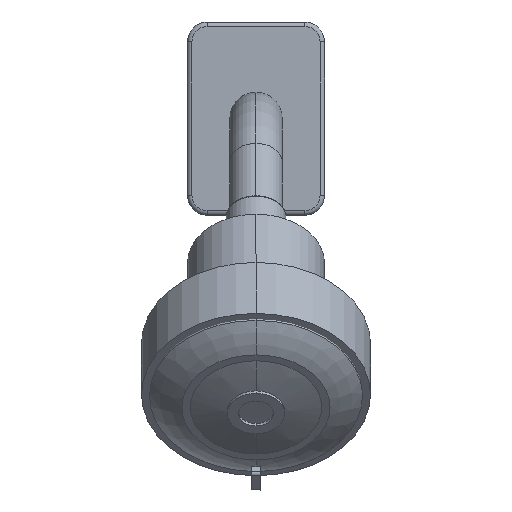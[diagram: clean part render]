
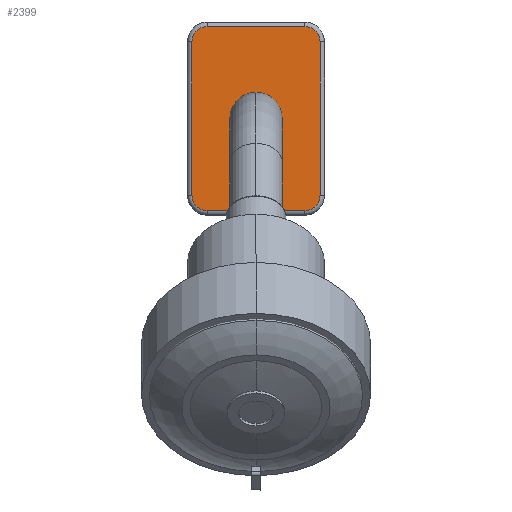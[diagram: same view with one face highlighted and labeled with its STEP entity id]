
A CAD part, top view. The second image highlights one B-rep face of the part: STEP entity #2399.
In plain terms, the highlighted face is planar.
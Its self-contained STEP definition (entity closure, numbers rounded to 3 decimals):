
#49 = ORIENTED_EDGE ( 'NONE', *, *, #2596, .T. ) ;
#57 = CIRCLE ( 'NONE', #2520, 6.2 ) ;
#88 = CARTESIAN_POINT ( 'NONE',  ( 25.75, 8.3, 30.8 ) ) ;
#237 = DIRECTION ( 'NONE',  ( 0., 0., 1. ) ) ;
#324 = VECTOR ( 'NONE', #2515, 1000. ) ;
#636 = DIRECTION ( 'NONE',  ( 0., 1., 0. ) ) ;
#739 = DIRECTION ( 'NONE',  ( 0., 0., 1. ) ) ;
#776 = EDGE_LOOP ( 'NONE', ( #2445, #2513, #2547, #2875, #2953, #2986, #3325, #49 ) ) ;
#779 = CARTESIAN_POINT ( 'NONE',  ( 19.55, 8.3, -30.8 ) ) ;
#780 = EDGE_CURVE ( 'NONE', #1977, #3251, #1846, .T. ) ;
#804 = AXIS2_PLACEMENT_3D ( 'NONE', #888, #881, #875 ) ;
#807 = VECTOR ( 'NONE', #2139, 1000. ) ;
#857 = LINE ( 'NONE', #2160, #807 ) ;
#875 = DIRECTION ( 'NONE',  ( 0., 0., 1. ) ) ;
#881 = DIRECTION ( 'NONE',  ( 0., 1., 0. ) ) ;
#888 = CARTESIAN_POINT ( 'NONE',  ( 19.55, 8.3, 30.8 ) ) ;
#948 = CIRCLE ( 'NONE', #2405, 6.2 ) ;
#1071 = CARTESIAN_POINT ( 'NONE',  ( -19.55, 8.3, -37. ) ) ;
#1134 = DIRECTION ( 'NONE',  ( 0., 0., 1. ) ) ;
#1144 = DIRECTION ( 'NONE',  ( 0., 1., 0. ) ) ;
#1182 = DIRECTION ( 'NONE',  ( 0., 0., -1. ) ) ;
#1193 = CARTESIAN_POINT ( 'NONE',  ( 25.75, 8.3, -30.8 ) ) ;
#1245 = CARTESIAN_POINT ( 'NONE',  ( 19.55, 8.3, 37. ) ) ;
#1282 = VECTOR ( 'NONE', #237, 1000. ) ;
#1419 = DIRECTION ( 'NONE',  ( 0., 0., 1. ) ) ;
#1427 = DIRECTION ( 'NONE',  ( 0., 1., 0. ) ) ;
#1465 = PLANE ( 'NONE',  #1498 ) ;
#1469 = CARTESIAN_POINT ( 'NONE',  ( -27.55, 8.3, 38.8 ) ) ;
#1498 = AXIS2_PLACEMENT_3D ( 'NONE', #1469, #1427, #1419 ) ;
#1514 = VERTEX_POINT ( 'NONE', #1245 ) ;
#1709 = LINE ( 'NONE', #2481, #324 ) ;
#1751 = VERTEX_POINT ( 'NONE', #3302 ) ;
#1846 = LINE ( 'NONE', #3286, #1282 ) ;
#1898 = VERTEX_POINT ( 'NONE', #3007 ) ;
#1923 = CARTESIAN_POINT ( 'NONE',  ( 19.55, 8.3, -37. ) ) ;
#1977 = VERTEX_POINT ( 'NONE', #2660 ) ;
#2054 = EDGE_CURVE ( 'NONE', #2622, #2625, #1709, .T. ) ;
#2105 = EDGE_CURVE ( 'NONE', #2625, #1977, #57, .T. ) ;
#2139 = DIRECTION ( 'NONE',  ( 1., 0., 0. ) ) ;
#2160 = CARTESIAN_POINT ( 'NONE',  ( 19.55, 8.3, 37. ) ) ;
#2172 = DIRECTION ( 'NONE',  ( 0., 0., 1. ) ) ;
#2187 = DIRECTION ( 'NONE',  ( 0., 1., 0. ) ) ;
#2196 = CARTESIAN_POINT ( 'NONE',  ( -19.55, 8.3, 30.8 ) ) ;
#2228 = CARTESIAN_POINT ( 'NONE',  ( -25.75, 8.3, 30.8 ) ) ;
#2349 = CARTESIAN_POINT ( 'NONE',  ( -19.55, 8.3, -30.8 ) ) ;
#2399 = ADVANCED_FACE ( 'NONE', ( #3224 ), #1465, .T. ) ;
#2405 = AXIS2_PLACEMENT_3D ( 'NONE', #2196, #2187, #2172 ) ;
#2445 = ORIENTED_EDGE ( 'NONE', *, *, #2054, .T. ) ;
#2481 = CARTESIAN_POINT ( 'NONE',  ( -19.55, 8.3, -37. ) ) ;
#2513 = ORIENTED_EDGE ( 'NONE', *, *, #2105, .T. ) ;
#2515 = DIRECTION ( 'NONE',  ( -1., 0., 0. ) ) ;
#2520 = AXIS2_PLACEMENT_3D ( 'NONE', #2349, #636, #739 ) ;
#2547 = ORIENTED_EDGE ( 'NONE', *, *, #780, .T. ) ;
#2578 = EDGE_CURVE ( 'NONE', #2964, #1751, #2968, .T. ) ;
#2596 = EDGE_CURVE ( 'NONE', #1751, #2622, #2888, .T. ) ;
#2622 = VERTEX_POINT ( 'NONE', #1923 ) ;
#2625 = VERTEX_POINT ( 'NONE', #1071 ) ;
#2660 = CARTESIAN_POINT ( 'NONE',  ( -25.75, 8.3, -30.8 ) ) ;
#2688 = CIRCLE ( 'NONE', #804, 6.2 ) ;
#2693 = EDGE_CURVE ( 'NONE', #1514, #2964, #2688, .T. ) ;
#2807 = VECTOR ( 'NONE', #1182, 1000. ) ;
#2875 = ORIENTED_EDGE ( 'NONE', *, *, #3238, .T. ) ;
#2888 = CIRCLE ( 'NONE', #2997, 6.2 ) ;
#2953 = ORIENTED_EDGE ( 'NONE', *, *, #3258, .T. ) ;
#2964 = VERTEX_POINT ( 'NONE', #88 ) ;
#2968 = LINE ( 'NONE', #1193, #2807 ) ;
#2986 = ORIENTED_EDGE ( 'NONE', *, *, #2693, .T. ) ;
#2997 = AXIS2_PLACEMENT_3D ( 'NONE', #779, #1144, #1134 ) ;
#3007 = CARTESIAN_POINT ( 'NONE',  ( -19.55, 8.3, 37. ) ) ;
#3224 = FACE_OUTER_BOUND ( 'NONE', #776, .T. ) ;
#3238 = EDGE_CURVE ( 'NONE', #3251, #1898, #948, .T. ) ;
#3251 = VERTEX_POINT ( 'NONE', #2228 ) ;
#3258 = EDGE_CURVE ( 'NONE', #1898, #1514, #857, .T. ) ;
#3286 = CARTESIAN_POINT ( 'NONE',  ( -25.75, 8.3, 30.8 ) ) ;
#3302 = CARTESIAN_POINT ( 'NONE',  ( 25.75, 8.3, -30.8 ) ) ;
#3325 = ORIENTED_EDGE ( 'NONE', *, *, #2578, .T. ) ;
